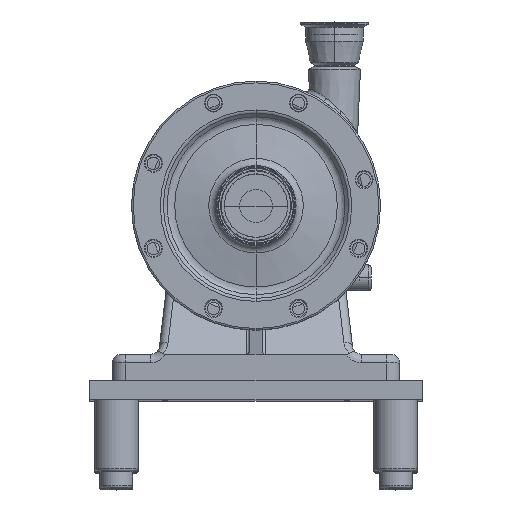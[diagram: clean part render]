
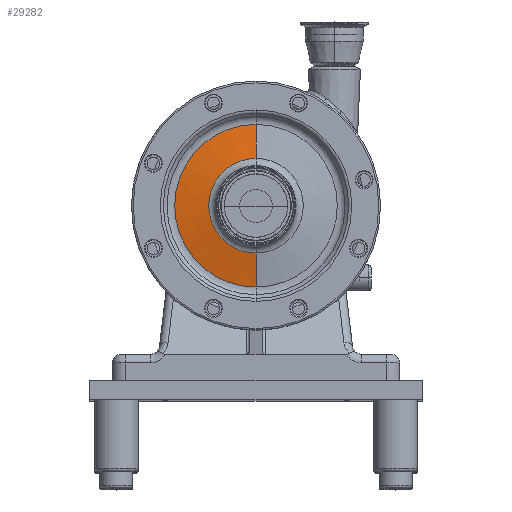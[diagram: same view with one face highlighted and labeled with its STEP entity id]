
A CAD part, top view. The second image highlights one B-rep face of the part: STEP entity #29282.
In plain terms, the highlighted conical face has half-angle 80 degrees and reference radius 93.263 mm.
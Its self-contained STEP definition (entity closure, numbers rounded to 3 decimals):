
#3167 = CARTESIAN_POINT ( 'NONE',  ( 0., 93.264, 76.812 ) ) ;
#3172 = AXIS2_PLACEMENT_3D ( 'NONE', #28128, #3966, #15843 ) ;
#3966 = DIRECTION ( 'NONE',  ( 0., 0., 1. ) ) ;
#5904 = DIRECTION ( 'NONE',  ( 0., -0.985, -0.174 ) ) ;
#6983 = CARTESIAN_POINT ( 'NONE',  ( 0., 0., 76.812 ) ) ;
#7026 = CONICAL_SURFACE ( 'NONE', #25243, 93.264, 1.396 ) ;
#7712 = CARTESIAN_POINT ( 'NONE',  ( 0., -93.264, 76.812 ) ) ;
#8842 = CARTESIAN_POINT ( 'NONE',  ( 0., -93.264, 76.812 ) ) ;
#8886 = VECTOR ( 'NONE', #30579, 1000. ) ;
#9522 = ORIENTED_EDGE ( 'NONE', *, *, #17743, .T. ) ;
#9884 = CIRCLE ( 'NONE', #30726, 54.264 ) ;
#10008 = VERTEX_POINT ( 'NONE', #25675 ) ;
#11014 = ORIENTED_EDGE ( 'NONE', *, *, #17349, .F. ) ;
#13416 = VECTOR ( 'NONE', #5904, 1000. ) ;
#14770 = CARTESIAN_POINT ( 'NONE',  ( 0., 93.264, 76.812 ) ) ;
#15275 = ORIENTED_EDGE ( 'NONE', *, *, #21430, .F. ) ;
#15843 = DIRECTION ( 'NONE',  ( 0., 1., 0. ) ) ;
#15906 = DIRECTION ( 'NONE',  ( 0., 0., 1. ) ) ;
#16376 = VERTEX_POINT ( 'NONE', #8842 ) ;
#16893 = DIRECTION ( 'NONE',  ( 0., -1., 0. ) ) ;
#17349 = EDGE_CURVE ( 'NONE', #19822, #10008, #9884, .T. ) ;
#17381 = FACE_OUTER_BOUND ( 'NONE', #19656, .T. ) ;
#17743 = EDGE_CURVE ( 'NONE', #19822, #18368, #25842, .T. ) ;
#18368 = VERTEX_POINT ( 'NONE', #14770 ) ;
#19656 = EDGE_LOOP ( 'NONE', ( #11014, #9522, #27299, #15275 ) ) ;
#19822 = VERTEX_POINT ( 'NONE', #22904 ) ;
#20383 = CIRCLE ( 'NONE', #3172, 93.264 ) ;
#21430 = EDGE_CURVE ( 'NONE', #10008, #16376, #27919, .T. ) ;
#22904 = CARTESIAN_POINT ( 'NONE',  ( 0., 54.264, 83.689 ) ) ;
#25243 = AXIS2_PLACEMENT_3D ( 'NONE', #6983, #29472, #16893 ) ;
#25675 = CARTESIAN_POINT ( 'NONE',  ( 0., -54.264, 83.689 ) ) ;
#25842 = LINE ( 'NONE', #3167, #8886 ) ;
#27299 = ORIENTED_EDGE ( 'NONE', *, *, #29816, .T. ) ;
#27919 = LINE ( 'NONE', #7712, #13416 ) ;
#28128 = CARTESIAN_POINT ( 'NONE',  ( 0., 0., 76.812 ) ) ;
#28187 = CARTESIAN_POINT ( 'NONE',  ( 0., 0., 83.689 ) ) ;
#29282 = ADVANCED_FACE ( 'NONE', ( #17381 ), #7026, .T. ) ;
#29472 = DIRECTION ( 'NONE',  ( 0., 0., -1. ) ) ;
#29816 = EDGE_CURVE ( 'NONE', #18368, #16376, #20383, .T. ) ;
#30579 = DIRECTION ( 'NONE',  ( 0., 0.985, -0.174 ) ) ;
#30726 = AXIS2_PLACEMENT_3D ( 'NONE', #28187, #15906, #31099 ) ;
#31099 = DIRECTION ( 'NONE',  ( 0., 1., 0. ) ) ;
